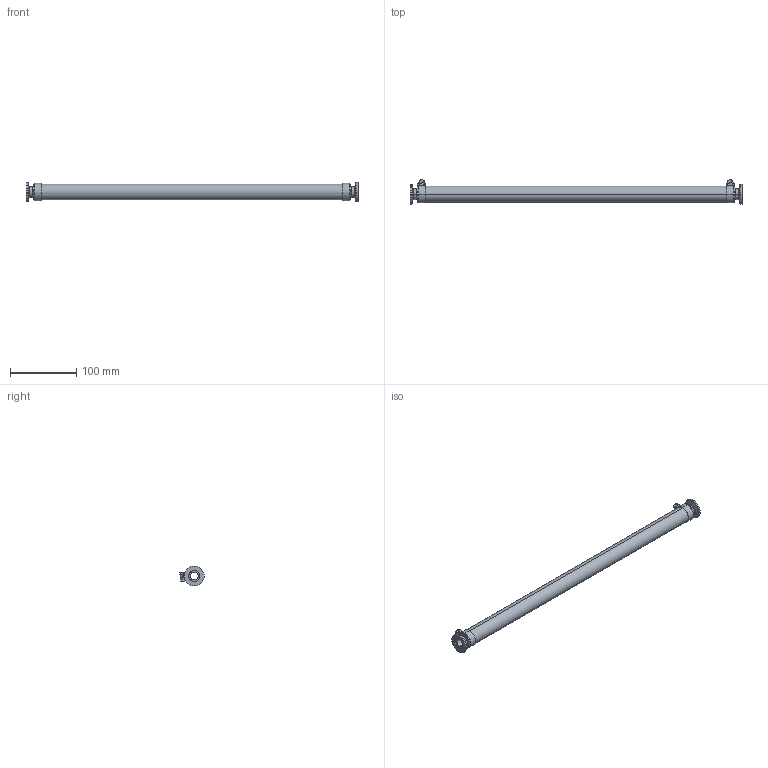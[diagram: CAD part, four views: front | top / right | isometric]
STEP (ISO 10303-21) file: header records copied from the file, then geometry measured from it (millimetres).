
FILE_DESCRIPTION (( 'STEP AP214' ), '1' );
FILE_NAME ('100SPA016-0500.A.stp', '2017-06-06T12:14:29', ( '' ), ( '' ), 'SwSTEP 2.0', 'SolidWorks 2015', '' );
FILE_SCHEMA (( 'AUTOMOTIVE_DESIGN' ));
Length unit declared in the file: millimetre
Products named in the file (1): 100SPA016-0500.A
Bounding box: 500 x 36.8 x 30 mm (x, y, z)
Volume: 130620.6 mm3; surface area: 68444.1 mm2
Topology: 1 solids, 1 shells, 124 faces, 272 edges, 166 vertices
Faces by surface type: cylinder 50, plane 40, cone 20, torus 14
Entity records: 4988 total; most frequent: CARTESIAN_POINT 755, DIRECTION 664, ORIENTED_EDGE 544, AXIS2_PLACEMENT_3D 283, EDGE_CURVE 272, VERTEX_POINT 166, CIRCLE 158, EDGE_LOOP 142
